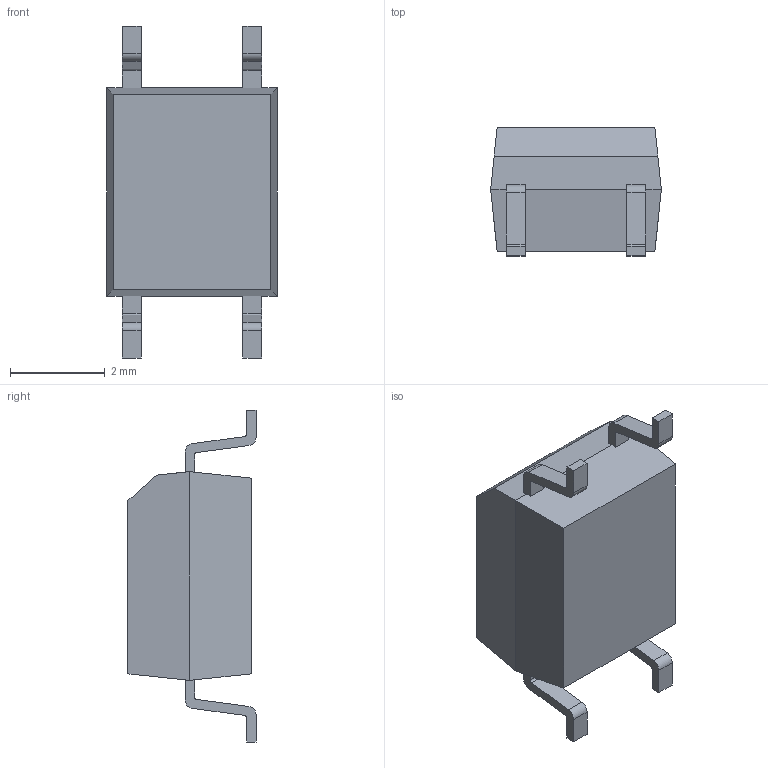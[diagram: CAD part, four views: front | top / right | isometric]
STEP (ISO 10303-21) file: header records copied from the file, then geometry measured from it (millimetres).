
FILE_DESCRIPTION (( 'STEP AP214' ), '1' );
FILE_NAME ('PC357N6J000F.STEP', '2023-10-29T11:33:15', ( '' ), ( '' ), 'SwSTEP 2.0', 'SolidWorks 2021', '' );
FILE_SCHEMA (( 'AUTOMOTIVE_DESIGN' ));
Length unit declared in the file: millimetre
Products named in the file (1): PC357N6J000F
Bounding box: 3.6 x 2.7 x 7 mm (x, y, z)
Volume: 38.7 mm3; surface area: 78.1 mm2
Topology: 1 solids, 1 shells, 63 faces, 179 edges, 118 vertices
Faces by surface type: plane 47, cylinder 16
Entity records: 2188 total; most frequent: CARTESIAN_POINT 361, ORIENTED_EDGE 358, DIRECTION 339, EDGE_CURVE 179, LINE 147, VECTOR 147, VERTEX_POINT 118, AXIS2_PLACEMENT_3D 96
